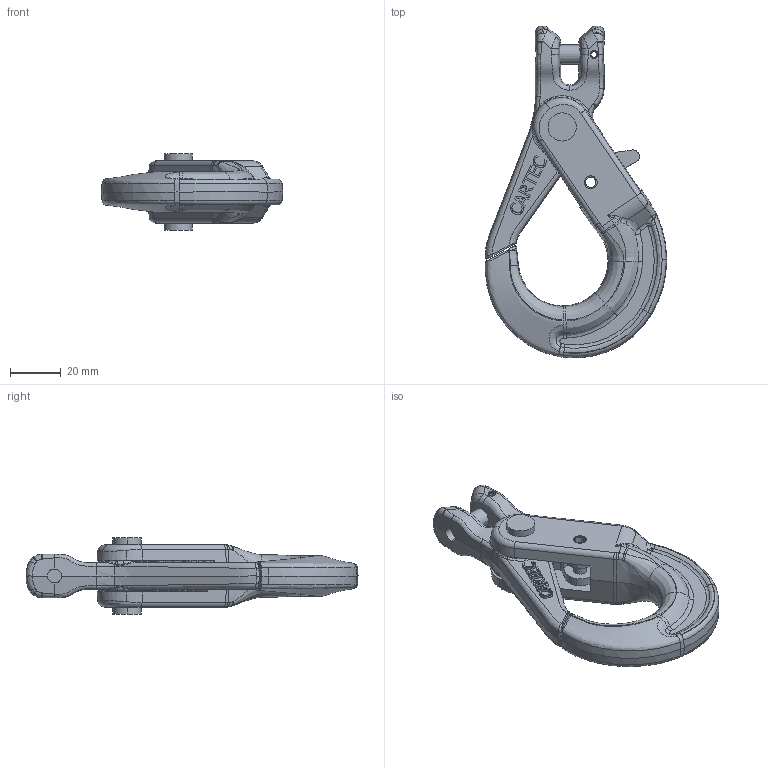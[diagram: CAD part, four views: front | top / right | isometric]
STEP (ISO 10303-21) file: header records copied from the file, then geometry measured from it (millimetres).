
FILE_DESCRIPTION(('STEP AP214'),'1');
FILE_NAME('crf_06.stp','2017-12-20T13:10:10',('TraceParts'),('TraceParts S.A.'),'Spatial InterOp 3D',' ',' ');
FILE_SCHEMA(('automotive_design'));
Length unit declared in the file: millimetre
Products named in the file (7): crf_06_1; crf_06_2; crf_06_3; crf_06_4; crf_06_5; crf_06_6; crf_06_7
Bounding box: 71.32 x 130.48 x 30 mm (x, y, z)
Volume: 63454 mm3; surface area: 24308.8 mm2
Topology: 7 solids, 7 shells, 568 faces, 1478 edges, 906 vertices
Faces by surface type: bspline 269, plane 130, cylinder 113, cone 32, torus 16, sphere 8
Entity records: 49550 total; most frequent: CARTESIAN_POINT 32792, ORIENTED_EDGE 2910, DIRECTION 1982, EDGE_CURVE 1455, VERTEX_POINT 906, AXIS2_PLACEMENT_3D 780, EDGE_LOOP 599, STYLED_ITEM 575
